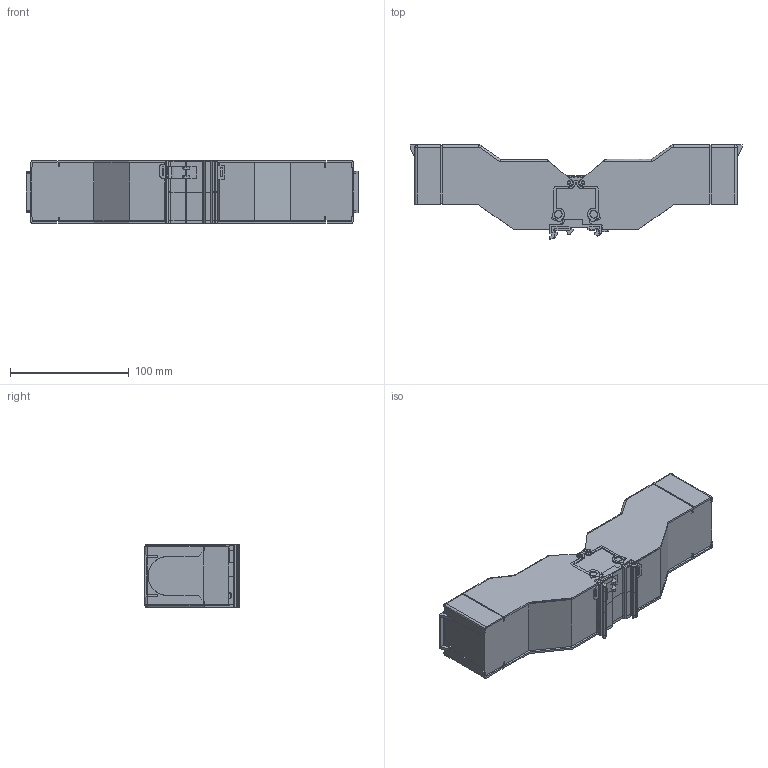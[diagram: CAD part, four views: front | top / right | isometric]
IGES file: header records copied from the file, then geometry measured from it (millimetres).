
Start section: SolidWorks IGES file using analytic representation for surfaces
Global section: file name: 304320_AVK 240 B_GR.IGS; native system: SolidWorks 2015; preprocessor: SolidWorks 2015; author: guveng; date: 150804.130900; units: millimetre
Bounding box: 280 x 79.37 x 53 mm (x, y, z)
Surface area: 184489.4 mm2 (no closed solid volume)
Topology: 0 solids, 0 shells, 2234 faces, 28757 edges, 34977 vertices
Faces by surface type: bspline 1756, revolution 478
